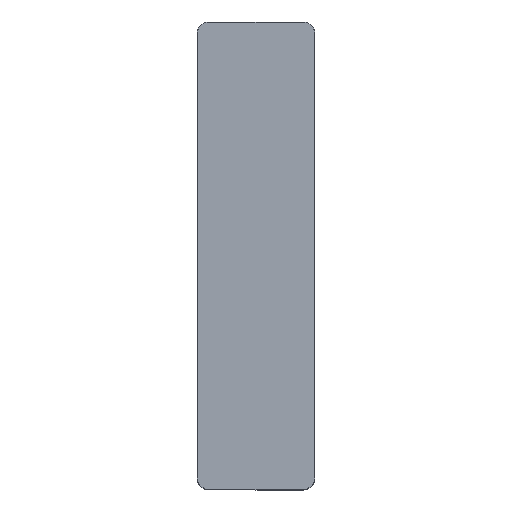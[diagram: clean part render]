
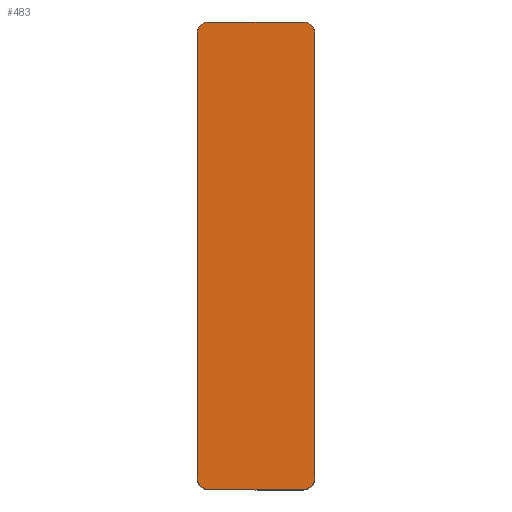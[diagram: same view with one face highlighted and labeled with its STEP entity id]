
A CAD part, top view. The second image highlights one B-rep face of the part: STEP entity #483.
In plain terms, the highlighted planar face has unit normal (0, 0, 1).
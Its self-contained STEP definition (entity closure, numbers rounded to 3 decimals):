
#192=PLANE('',#4662);
#483=ADVANCED_FACE('',(#742),#192,.F.);
#742=FACE_OUTER_BOUND('',#1009,.T.);
#1009=EDGE_LOOP('',(#2159,#2160,#2161,#2162,#2163,#2164,#2165,#2166));
#1201=LINE('',#15216,#1352);
#1213=LINE('',#15410,#1364);
#1214=LINE('',#15417,#1365);
#1215=LINE('',#15434,#1366);
#1352=VECTOR('',#4890,1.);
#1364=VECTOR('',#4906,1.);
#1365=VECTOR('',#4909,1.);
#1366=VECTOR('',#4912,1.);
#2159=ORIENTED_EDGE('',*,*,#3725,.T.);
#2160=ORIENTED_EDGE('',*,*,#3764,.T.);
#2161=ORIENTED_EDGE('',*,*,#3765,.T.);
#2162=ORIENTED_EDGE('',*,*,#3766,.T.);
#2163=ORIENTED_EDGE('',*,*,#3761,.T.);
#2164=ORIENTED_EDGE('',*,*,#3767,.T.);
#2165=ORIENTED_EDGE('',*,*,#3759,.T.);
#2166=ORIENTED_EDGE('',*,*,#3768,.T.);
#3163=VERTEX_POINT('',#15215);
#3164=VERTEX_POINT('',#15217);
#3195=VERTEX_POINT('',#15409);
#3196=VERTEX_POINT('',#15411);
#3197=VERTEX_POINT('',#15418);
#3198=VERTEX_POINT('',#15419);
#3199=VERTEX_POINT('',#15433);
#3200=VERTEX_POINT('',#15435);
#3725=EDGE_CURVE('',#3164,#3163,#1201,.T.);
#3759=EDGE_CURVE('',#3196,#3195,#1213,.T.);
#3761=EDGE_CURVE('',#3197,#3198,#1214,.T.);
#3764=EDGE_CURVE('',#3163,#3199,#4402,.T.);
#3765=EDGE_CURVE('',#3199,#3200,#1215,.T.);
#3766=EDGE_CURVE('',#3200,#3197,#4403,.T.);
#3767=EDGE_CURVE('',#3198,#3196,#4404,.T.);
#3768=EDGE_CURVE('',#3195,#3164,#4405,.T.);
#4402=B_SPLINE_CURVE_WITH_KNOTS('',3,(#15429,#15430,#15431,#15432),
 .UNSPECIFIED.,.F.,.F.,(4,4),(0.,1.),.UNSPECIFIED.);
#4403=B_SPLINE_CURVE_WITH_KNOTS('',3,(#15436,#15437,#15438,#15439),
 .UNSPECIFIED.,.F.,.F.,(4,4),(0.,1.),.UNSPECIFIED.);
#4404=B_SPLINE_CURVE_WITH_KNOTS('',3,(#15440,#15441,#15442,#15443),
 .UNSPECIFIED.,.F.,.F.,(4,4),(0.,1.),.UNSPECIFIED.);
#4405=B_SPLINE_CURVE_WITH_KNOTS('',3,(#15444,#15445,#15446,#15447),
 .UNSPECIFIED.,.F.,.F.,(4,4),(0.,1.),.UNSPECIFIED.);
#4662=AXIS2_PLACEMENT_3D('',#15448,#4913,#4914);
#4890=DIRECTION('',(0.,-1.,0.));
#4906=DIRECTION('',(-1.,0.,0.));
#4909=DIRECTION('',(0.,1.,0.));
#4912=DIRECTION('',(1.,0.,0.));
#4913=DIRECTION('',(0.,0.,-1.));
#4914=DIRECTION('',(0.,1.,0.));
#15215=CARTESIAN_POINT('',(-10.177,-72.252,90.604));
#15216=CARTESIAN_POINT('',(-10.177,-14.852,90.604));
#15217=CARTESIAN_POINT('',(-10.177,3.148,90.604));
#15409=CARTESIAN_POINT('',(-8.177,5.148,90.604));
#15410=CARTESIAN_POINT('',(-10.177,5.148,90.604));
#15411=CARTESIAN_POINT('',(7.823,5.148,90.604));
#15417=CARTESIAN_POINT('',(9.823,5.148,90.604));
#15418=CARTESIAN_POINT('',(9.823,-72.252,90.604));
#15419=CARTESIAN_POINT('',(9.823,3.148,90.604));
#15429=CARTESIAN_POINT('',(-10.177,-72.252,90.604));
#15430=CARTESIAN_POINT('',(-10.177,-73.312,90.604));
#15431=CARTESIAN_POINT('',(-9.241,-74.252,90.604));
#15432=CARTESIAN_POINT('',(-8.177,-74.252,90.604));
#15433=CARTESIAN_POINT('',(-8.177,-74.252,90.604));
#15434=CARTESIAN_POINT('',(9.823,-74.252,90.604));
#15435=CARTESIAN_POINT('',(7.823,-74.252,90.604));
#15436=CARTESIAN_POINT('',(7.823,-74.252,90.604));
#15437=CARTESIAN_POINT('',(8.883,-74.252,90.604));
#15438=CARTESIAN_POINT('',(9.823,-73.316,90.604));
#15439=CARTESIAN_POINT('',(9.823,-72.252,90.604));
#15440=CARTESIAN_POINT('',(9.823,3.148,90.604));
#15441=CARTESIAN_POINT('',(9.823,4.208,90.604));
#15442=CARTESIAN_POINT('',(8.887,5.148,90.604));
#15443=CARTESIAN_POINT('',(7.823,5.148,90.604));
#15444=CARTESIAN_POINT('',(-8.177,5.148,90.604));
#15445=CARTESIAN_POINT('',(-9.237,5.148,90.604));
#15446=CARTESIAN_POINT('',(-10.177,4.212,90.604));
#15447=CARTESIAN_POINT('',(-10.177,3.148,90.604));
#15448=CARTESIAN_POINT('',(0.,0.,90.604));
